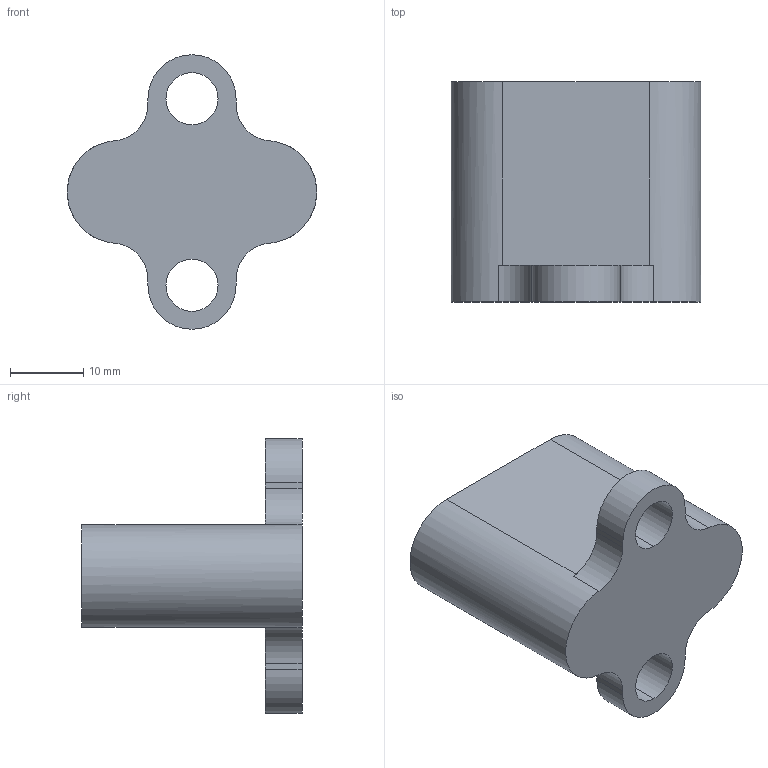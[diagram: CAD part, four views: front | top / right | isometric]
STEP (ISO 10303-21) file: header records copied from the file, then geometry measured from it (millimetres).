
FILE_DESCRIPTION (( 'STEP AP214' ), '1' );
FILE_NAME ('post.STEP', '2022-06-21T08:36:57', ( '' ), ( '' ), 'SwSTEP 2.0', 'SolidWorks 2022', '' );
FILE_SCHEMA (( 'AUTOMOTIVE_DESIGN' ));
Length unit declared in the file: millimetre
Products named in the file (1): post
Bounding box: 34 x 30 x 37.4 mm (x, y, z)
Volume: 13795.5 mm3; surface area: 4345.7 mm2
Topology: 1 solids, 1 shells, 31 faces, 83 edges, 52 vertices
Faces by surface type: cylinder 17, plane 10, cone 4
Entity records: 1041 total; most frequent: DIRECTION 181, CARTESIAN_POINT 163, ORIENTED_EDGE 158, EDGE_CURVE 79, AXIS2_PLACEMENT_3D 70, VERTEX_POINT 52, VECTOR 41, LINE 41
